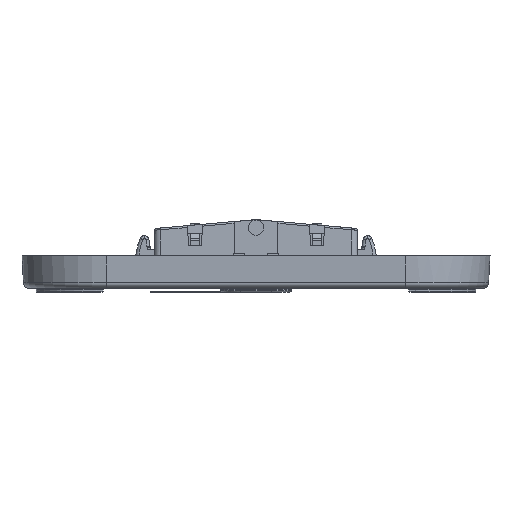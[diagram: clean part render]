
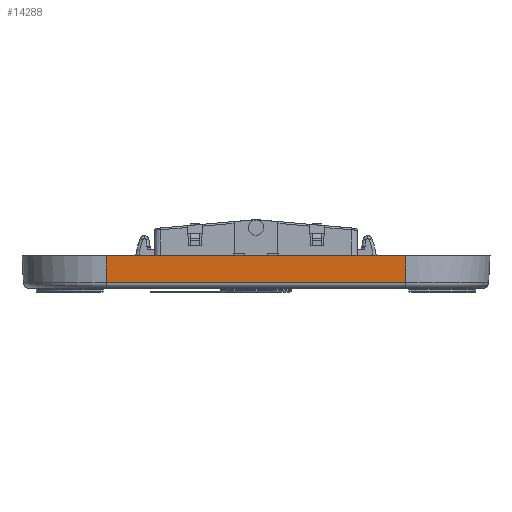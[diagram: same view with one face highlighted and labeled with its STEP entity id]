
A CAD part, left-side view. The second image highlights one B-rep face of the part: STEP entity #14288.
In plain terms, the highlighted planar face has unit normal (-0.999, 0, -0.052).
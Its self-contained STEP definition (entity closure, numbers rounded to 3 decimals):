
#14268=AXIS2_PLACEMENT_3D('Plane Axis2P3D',#14265,#14266,#14267) ;
#12832=CARTESIAN_POINT('Vertex',(-55.084,-24.5,1.598)) ;
#12852=CARTESIAN_POINT('Line Origine',(-55.084,0.,1.598)) ;
#12856=CARTESIAN_POINT('Vertex',(-55.084,24.5,1.598)) ;
#14250=CARTESIAN_POINT('Vertex',(-55.314,-24.5,6.)) ;
#14253=CARTESIAN_POINT('Line Origine',(-55.157,-24.5,3.)) ;
#14265=CARTESIAN_POINT('Axis2P3D Location',(-55.,0.,0.)) ;
#14270=CARTESIAN_POINT('Line Origine',(-55.314,0.,6.)) ;
#14274=CARTESIAN_POINT('Vertex',(-55.314,24.5,6.)) ;
#14277=CARTESIAN_POINT('Line Origine',(-55.157,24.5,3.)) ;
#12853=DIRECTION('Vector Direction',(0.,1.,0.)) ;
#14254=DIRECTION('Vector Direction',(-0.052,0.,0.999)) ;
#14266=DIRECTION('Axis2P3D Direction',(0.999,-0.,0.052)) ;
#14267=DIRECTION('Axis2P3D XDirection',(0.,1.,0.)) ;
#14271=DIRECTION('Vector Direction',(0.,1.,0.)) ;
#14278=DIRECTION('Vector Direction',(-0.052,0.,0.999)) ;
#12854=VECTOR('Line Direction',#12853,1.) ;
#14255=VECTOR('Line Direction',#14254,1.) ;
#14272=VECTOR('Line Direction',#14271,1.) ;
#14279=VECTOR('Line Direction',#14278,1.) ;
#14283=ORIENTED_EDGE('',*,*,#12858,.F.) ;
#14284=ORIENTED_EDGE('',*,*,#14257,.F.) ;
#14285=ORIENTED_EDGE('',*,*,#14276,.F.) ;
#14286=ORIENTED_EDGE('',*,*,#14281,.T.) ;
#14288=ADVANCED_FACE('PartBody',(#14287),#14269,.F.) ;
#12858=EDGE_CURVE('',#12833,#12857,#12855,.T.) ;
#14257=EDGE_CURVE('',#14251,#12833,#14256,.F.) ;
#14276=EDGE_CURVE('',#14275,#14251,#14273,.F.) ;
#14281=EDGE_CURVE('',#14275,#12857,#14280,.F.) ;
#14282=EDGE_LOOP('',(#14283,#14284,#14285,#14286)) ;
#14287=FACE_OUTER_BOUND('',#14282,.T.) ;
#12855=LINE('Line',#12852,#12854) ;
#14256=LINE('Line',#14253,#14255) ;
#14273=LINE('Line',#14270,#14272) ;
#14280=LINE('Line',#14277,#14279) ;
#14269=PLANE('',#14268) ;
#12833=VERTEX_POINT('',#12832) ;
#12857=VERTEX_POINT('',#12856) ;
#14251=VERTEX_POINT('',#14250) ;
#14275=VERTEX_POINT('',#14274) ;
